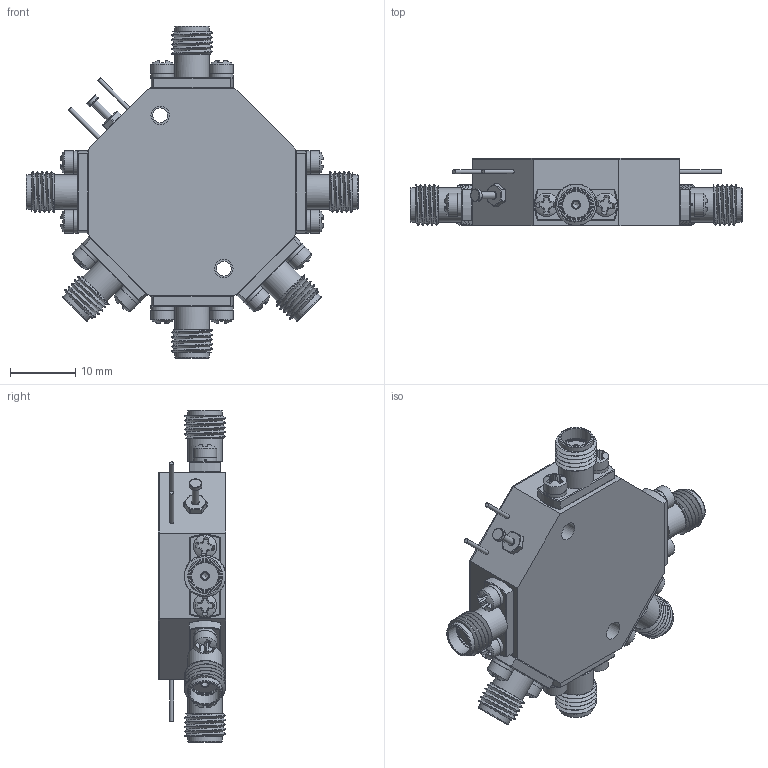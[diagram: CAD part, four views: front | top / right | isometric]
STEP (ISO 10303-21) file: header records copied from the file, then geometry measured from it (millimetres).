
FILE_DESCRIPTION (( 'STEP AP214' ), '1' );
FILE_NAME ('P5T-500M40G-60-T-55-292FF-OPT250M.STEP', '2024-10-08T18:39:22', ( '' ), ( '' ), 'SwSTEP 2.0', 'SolidWorks 2024', '' );
FILE_SCHEMA (( 'AUTOMOTIVE_DESIGN' ));
Length unit declared in the file: inch
Products named in the file (1): P5T-500M40G-60-T-55-292FF-OPT250M
Bounding box: 50.8 x 10.34 x 50.8 mm (x, y, z)
Volume: 10347.4 mm3; surface area: 8589.5 mm2
Topology: 46 solids, 46 shells, 1094 faces, 3618 edges, 2837 vertices
Faces by surface type: plane 607, cylinder 200, torus 148, cone 79, sphere 36, bspline 24
Full cylindrical faces by diameter (mm): 0.381 x6, 0.635 x5, 1.016 x12, 1.067 x1, 1.27 x12, 1.93 x1, 2.184 x13, 2.261 x2, 2.286 x2, 2.591 x12, 2.845 x2, 3.302 x6, 3.556 x12, 4.191 x12, 4.597 x6, 5.283 x12
Entity records: 63691 total; most frequent: CARTESIAN_POINT 20018, ORIENTED_EDGE 6602, DIRECTION 5433, EDGE_CURVE 3301, VERTEX_POINT 2791, AXIS2_PLACEMENT_3D 1938, EDGE_LOOP 1618, LINE 1557
